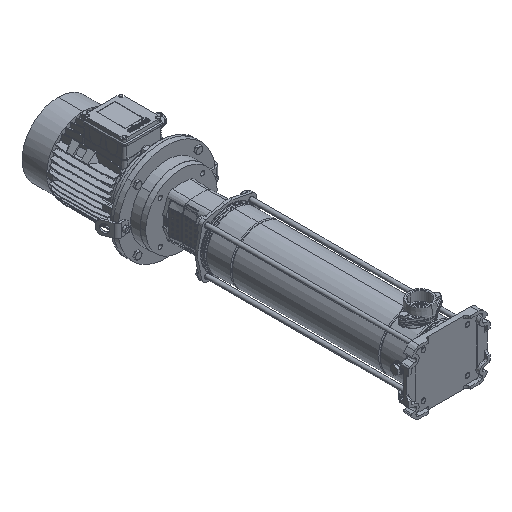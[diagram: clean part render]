
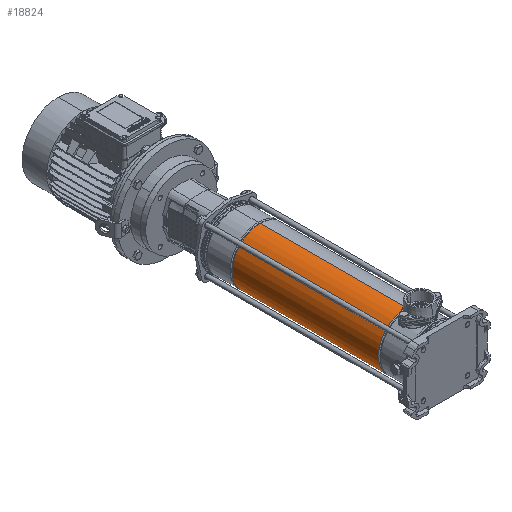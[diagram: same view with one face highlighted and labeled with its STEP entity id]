
A CAD part, isometric view. The second image highlights one B-rep face of the part: STEP entity #18824.
In plain terms, the highlighted cylindrical face has radius 85.9 mm (diameter 171.8 mm), a partial arc.
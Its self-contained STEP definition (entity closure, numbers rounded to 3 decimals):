
#880 = VERTEX_POINT ( 'NONE', #31313 ) ;
#1747 = FACE_OUTER_BOUND ( 'NONE', #98290, .T. ) ;
#5627 = CARTESIAN_POINT ( 'NONE',  ( 0., 0., 93.897 ) ) ;
#9165 = AXIS2_PLACEMENT_3D ( 'NONE', #5627, #24918, #80331 ) ;
#17418 = CARTESIAN_POINT ( 'NONE',  ( 0., 0., 0. ) ) ;
#17939 = DIRECTION ( 'NONE',  ( -1., 0., 0. ) ) ;
#18710 = DIRECTION ( 'NONE',  ( -1., 0., 0. ) ) ;
#18824 = ADVANCED_FACE ( 'NONE', ( #1747 ), #42032, .T. ) ;
#20914 = CIRCLE ( 'NONE', #9165, 85.9 ) ;
#21398 = VECTOR ( 'NONE', #87024, 1000. ) ;
#22393 = CARTESIAN_POINT ( 'NONE',  ( -85.9, 0., 543.603 ) ) ;
#23045 = CARTESIAN_POINT ( 'NONE',  ( -85.9, 0., 0. ) ) ;
#24262 = LINE ( 'NONE', #96409, #21398 ) ;
#24918 = DIRECTION ( 'NONE',  ( 0., 0., -1. ) ) ;
#28119 = CARTESIAN_POINT ( 'NONE',  ( 0., 0., 543.603 ) ) ;
#30844 = AXIS2_PLACEMENT_3D ( 'NONE', #17418, #33662, #17939 ) ;
#31313 = CARTESIAN_POINT ( 'NONE',  ( 85.9, 0., 543.603 ) ) ;
#33662 = DIRECTION ( 'NONE',  ( 0., 0., -1. ) ) ;
#37086 = VERTEX_POINT ( 'NONE', #89719 ) ;
#37890 = EDGE_CURVE ( 'NONE', #90627, #37086, #20914, .T. ) ;
#42032 = CYLINDRICAL_SURFACE ( 'NONE', #30844, 85.9 ) ;
#52554 = AXIS2_PLACEMENT_3D ( 'NONE', #28119, #91901, #18710 ) ;
#54943 = DIRECTION ( 'NONE',  ( 0., 0., -1. ) ) ;
#56837 = EDGE_CURVE ( 'NONE', #880, #82268, #80885, .T. ) ;
#57715 = VECTOR ( 'NONE', #54943, 1000. ) ;
#72265 = ORIENTED_EDGE ( 'NONE', *, *, #56837, .T. ) ;
#73001 = ORIENTED_EDGE ( 'NONE', *, *, #37890, .F. ) ;
#77471 = EDGE_CURVE ( 'NONE', #880, #90627, #24262, .T. ) ;
#80331 = DIRECTION ( 'NONE',  ( -1., 0., 0. ) ) ;
#80885 = CIRCLE ( 'NONE', #52554, 85.9 ) ;
#82268 = VERTEX_POINT ( 'NONE', #22393 ) ;
#87024 = DIRECTION ( 'NONE',  ( 0., 0., -1. ) ) ;
#89719 = CARTESIAN_POINT ( 'NONE',  ( -85.9, 0., 93.897 ) ) ;
#90627 = VERTEX_POINT ( 'NONE', #95632 ) ;
#91145 = ORIENTED_EDGE ( 'NONE', *, *, #95371, .T. ) ;
#91901 = DIRECTION ( 'NONE',  ( 0., 0., -1. ) ) ;
#94683 = LINE ( 'NONE', #23045, #57715 ) ;
#95371 = EDGE_CURVE ( 'NONE', #82268, #37086, #94683, .T. ) ;
#95632 = CARTESIAN_POINT ( 'NONE',  ( 85.9, 0., 93.897 ) ) ;
#96409 = CARTESIAN_POINT ( 'NONE',  ( 85.9, 0., 0. ) ) ;
#98290 = EDGE_LOOP ( 'NONE', ( #100523, #72265, #91145, #73001 ) ) ;
#100523 = ORIENTED_EDGE ( 'NONE', *, *, #77471, .F. ) ;
